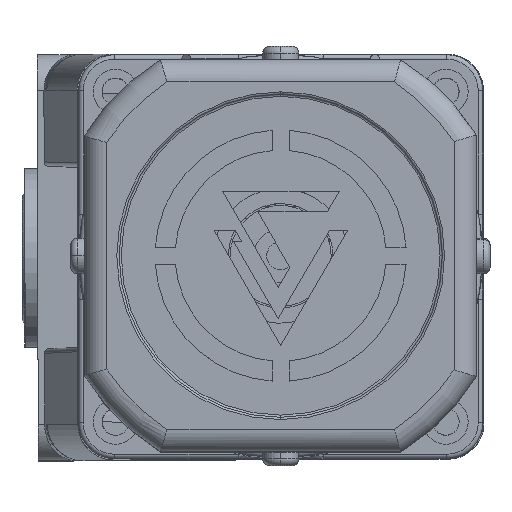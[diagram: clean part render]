
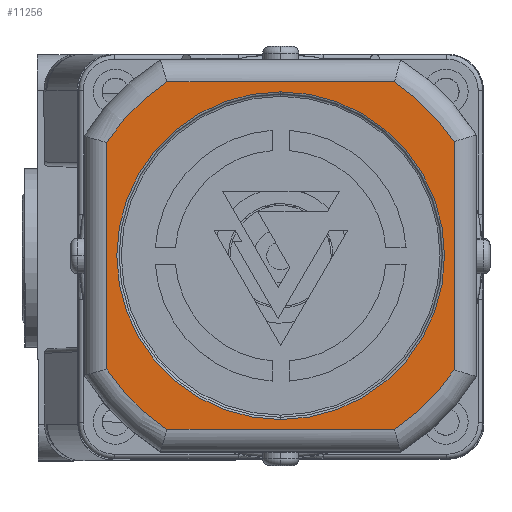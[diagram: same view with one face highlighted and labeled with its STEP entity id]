
A CAD part, top view. The second image highlights one B-rep face of the part: STEP entity #11256.
In plain terms, the highlighted planar face has unit normal (0, 0, 1).
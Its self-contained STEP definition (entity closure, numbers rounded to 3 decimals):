
#153 = DIRECTION ( 'NONE',  ( 0., -1., 0. ) ) ;
#263 = DIRECTION ( 'NONE',  ( 0., 0., -1. ) ) ;
#873 = DIRECTION ( 'NONE',  ( 0., 1., 0. ) ) ;
#1485 = EDGE_CURVE ( 'NONE', #3583, #9019, #17886, .T. ) ;
#1585 = VERTEX_POINT ( 'NONE', #2200 ) ;
#1857 = CIRCLE ( 'NONE', #13549, 46.25 ) ;
#2069 = VECTOR ( 'NONE', #873, 1000. ) ;
#2148 = EDGE_LOOP ( 'NONE', ( #17046, #17462, #8472, #4863, #19907, #17814, #8612, #16193 ) ) ;
#2200 = CARTESIAN_POINT ( 'NONE',  ( -115.781, -61.523, 84. ) ) ;
#2821 = CARTESIAN_POINT ( 'NONE',  ( -154.411, -74.791, 84. ) ) ;
#3196 = DIRECTION ( 'NONE',  ( -1., 0., 0. ) ) ;
#3376 = CARTESIAN_POINT ( 'NONE',  ( -154.411, -36.091, 84. ) ) ;
#3583 = VERTEX_POINT ( 'NONE', #14163 ) ;
#3760 = CARTESIAN_POINT ( 'NONE',  ( -179.736, -74.791, 84. ) ) ;
#4363 = CARTESIAN_POINT ( 'NONE',  ( -129.086, 2.609, 84. ) ) ;
#4529 = DIRECTION ( 'NONE',  ( 0., 0., 1. ) ) ;
#4863 = ORIENTED_EDGE ( 'NONE', *, *, #9843, .T. ) ;
#4953 = FACE_BOUND ( 'NONE', #16300, .T. ) ;
#5147 = AXIS2_PLACEMENT_3D ( 'NONE', #5308, #11693, #18057 ) ;
#5308 = CARTESIAN_POINT ( 'NONE',  ( -154.411, -36.091, 84. ) ) ;
#5391 = VERTEX_POINT ( 'NONE', #4363 ) ;
#5543 = CARTESIAN_POINT ( 'NONE',  ( -154.411, -36.091, 84. ) ) ;
#5977 = DIRECTION ( 'NONE',  ( 0., 0., 1. ) ) ;
#6301 = LINE ( 'NONE', #12668, #9592 ) ;
#6476 = CARTESIAN_POINT ( 'NONE',  ( -129.086, -74.791, 84. ) ) ;
#6658 = DIRECTION ( 'NONE',  ( 0., -1., 0. ) ) ;
#6706 = EDGE_CURVE ( 'NONE', #10982, #15189, #1857, .T. ) ;
#6724 = EDGE_CURVE ( 'NONE', #7842, #11013, #17162, .T. ) ;
#7093 = CIRCLE ( 'NONE', #18750, 36.5 ) ;
#7227 = VECTOR ( 'NONE', #9231, 1000. ) ;
#7282 = CIRCLE ( 'NONE', #18949, 46.25 ) ;
#7822 = AXIS2_PLACEMENT_3D ( 'NONE', #3376, #9777, #16155 ) ;
#7842 = VERTEX_POINT ( 'NONE', #3760 ) ;
#8140 = CARTESIAN_POINT ( 'NONE',  ( -154.411, -36.091, 84. ) ) ;
#8227 = CIRCLE ( 'NONE', #10859, 46.25 ) ;
#8298 = VERTEX_POINT ( 'NONE', #16191 ) ;
#8472 = ORIENTED_EDGE ( 'NONE', *, *, #14087, .T. ) ;
#8612 = ORIENTED_EDGE ( 'NONE', *, *, #6706, .T. ) ;
#8750 = EDGE_CURVE ( 'NONE', #8298, #5391, #7282, .T. ) ;
#8842 = LINE ( 'NONE', #15211, #2069 ) ;
#9019 = VERTEX_POINT ( 'NONE', #18682 ) ;
#9231 = DIRECTION ( 'NONE',  ( 1., 0., 0. ) ) ;
#9561 = EDGE_CURVE ( 'NONE', #9019, #3583, #7093, .T. ) ;
#9592 = VECTOR ( 'NONE', #19030, 1000. ) ;
#9777 = DIRECTION ( 'NONE',  ( 0., 0., -1. ) ) ;
#9843 = EDGE_CURVE ( 'NONE', #1585, #8298, #8842, .T. ) ;
#10825 = ORIENTED_EDGE ( 'NONE', *, *, #9561, .T. ) ;
#10859 = AXIS2_PLACEMENT_3D ( 'NONE', #5543, #11928, #18289 ) ;
#10917 = DIRECTION ( 'NONE',  ( 0., -1., 0. ) ) ;
#10982 = VERTEX_POINT ( 'NONE', #15889 ) ;
#11013 = VERTEX_POINT ( 'NONE', #6476 ) ;
#11163 = LINE ( 'NONE', #17528, #15510 ) ;
#11256 = ADVANCED_FACE ( 'NONE', ( #4953, #11338 ), #17708, .F. ) ;
#11338 = FACE_OUTER_BOUND ( 'NONE', #2148, .T. ) ;
#11693 = DIRECTION ( 'NONE',  ( 0., 0., 1. ) ) ;
#11798 = EDGE_CURVE ( 'NONE', #13364, #7842, #14160, .T. ) ;
#11928 = DIRECTION ( 'NONE',  ( 0., 0., 1. ) ) ;
#12067 = EDGE_CURVE ( 'NONE', #5391, #10982, #11163, .T. ) ;
#12354 = DIRECTION ( 'NONE',  ( 0., -1., 0. ) ) ;
#12668 = CARTESIAN_POINT ( 'NONE',  ( -193.181, -62.751, 84. ) ) ;
#13364 = VERTEX_POINT ( 'NONE', #20660 ) ;
#13549 = AXIS2_PLACEMENT_3D ( 'NONE', #20273, #5977, #12354 ) ;
#14087 = EDGE_CURVE ( 'NONE', #11013, #1585, #8227, .T. ) ;
#14160 = CIRCLE ( 'NONE', #5147, 46.25 ) ;
#14163 = CARTESIAN_POINT ( 'NONE',  ( -154.411, -72.591, 84. ) ) ;
#14499 = DIRECTION ( 'NONE',  ( 0., 0., -1. ) ) ;
#14608 = CARTESIAN_POINT ( 'NONE',  ( -154.411, -36.091, 84. ) ) ;
#15189 = VERTEX_POINT ( 'NONE', #17276 ) ;
#15211 = CARTESIAN_POINT ( 'NONE',  ( -115.781, -36.091, 84. ) ) ;
#15510 = VECTOR ( 'NONE', #3196, 1000. ) ;
#15874 = EDGE_CURVE ( 'NONE', #15189, #13364, #6301, .T. ) ;
#15889 = CARTESIAN_POINT ( 'NONE',  ( -179.736, 2.609, 84. ) ) ;
#16155 = DIRECTION ( 'NONE',  ( 0., -1., 0. ) ) ;
#16191 = CARTESIAN_POINT ( 'NONE',  ( -115.781, -10.659, 84. ) ) ;
#16193 = ORIENTED_EDGE ( 'NONE', *, *, #15874, .T. ) ;
#16300 = EDGE_LOOP ( 'NONE', ( #17171, #10825 ) ) ;
#17046 = ORIENTED_EDGE ( 'NONE', *, *, #11798, .T. ) ;
#17162 = LINE ( 'NONE', #2821, #7227 ) ;
#17171 = ORIENTED_EDGE ( 'NONE', *, *, #1485, .T. ) ;
#17276 = CARTESIAN_POINT ( 'NONE',  ( -193.181, -10.873, 84. ) ) ;
#17462 = ORIENTED_EDGE ( 'NONE', *, *, #6724, .T. ) ;
#17528 = CARTESIAN_POINT ( 'NONE',  ( -181.186, 2.609, 84. ) ) ;
#17708 = PLANE ( 'NONE',  #7822 ) ;
#17814 = ORIENTED_EDGE ( 'NONE', *, *, #12067, .T. ) ;
#17869 = AXIS2_PLACEMENT_3D ( 'NONE', #8140, #14499, #153 ) ;
#17886 = CIRCLE ( 'NONE', #17869, 36.5 ) ;
#18057 = DIRECTION ( 'NONE',  ( 0., -1., 0. ) ) ;
#18289 = DIRECTION ( 'NONE',  ( 0., -1., 0. ) ) ;
#18682 = CARTESIAN_POINT ( 'NONE',  ( -154.411, 0.409, 84. ) ) ;
#18750 = AXIS2_PLACEMENT_3D ( 'NONE', #14608, #263, #6658 ) ;
#18842 = CARTESIAN_POINT ( 'NONE',  ( -154.411, -36.091, 84. ) ) ;
#18949 = AXIS2_PLACEMENT_3D ( 'NONE', #18842, #4529, #10917 ) ;
#19030 = DIRECTION ( 'NONE',  ( 0., -1., 0. ) ) ;
#19907 = ORIENTED_EDGE ( 'NONE', *, *, #8750, .T. ) ;
#20273 = CARTESIAN_POINT ( 'NONE',  ( -154.411, -36.091, 84. ) ) ;
#20660 = CARTESIAN_POINT ( 'NONE',  ( -193.181, -61.309, 84. ) ) ;
